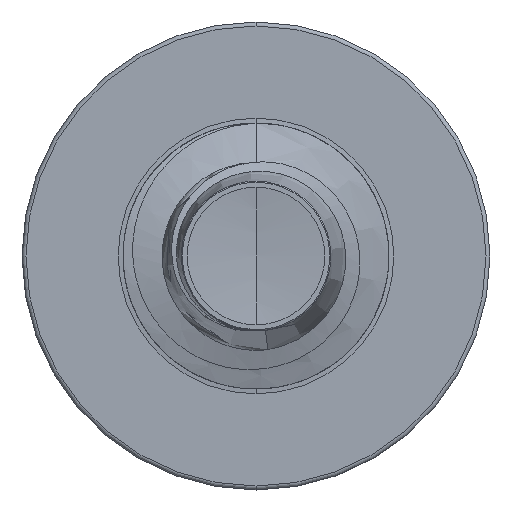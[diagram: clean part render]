
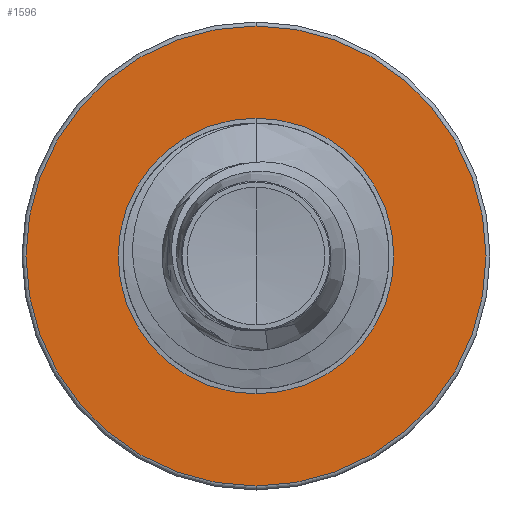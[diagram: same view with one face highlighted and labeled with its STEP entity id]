
A CAD part, front view. The second image highlights one B-rep face of the part: STEP entity #1596.
In plain terms, the highlighted planar face has unit normal (0, -1, 0).
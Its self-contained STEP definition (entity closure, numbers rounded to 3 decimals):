
#1250 = VERTEX_POINT ( 'NONE', #6721 ) ;
#1596 = ADVANCED_FACE ( 'NONE', ( #18161, #26992 ), #3060, .F. ) ;
#1691 = EDGE_LOOP ( 'NONE', ( #24550, #15140 ) ) ;
#2328 = AXIS2_PLACEMENT_3D ( 'NONE', #12194, #25490, #14321 ) ;
#2958 = DIRECTION ( 'NONE',  ( 0., 0., 1. ) ) ;
#2992 = DIRECTION ( 'NONE',  ( 0., 1., 0. ) ) ;
#3060 = PLANE ( 'NONE',  #25050 ) ;
#3171 = CARTESIAN_POINT ( 'NONE',  ( 0., 15., -1.296 ) ) ;
#5088 = VERTEX_POINT ( 'NONE', #7967 ) ;
#5972 = AXIS2_PLACEMENT_3D ( 'NONE', #10061, #23856, #12289 ) ;
#6101 = DIRECTION ( 'NONE',  ( 0., 0., 1. ) ) ;
#6139 = DIRECTION ( 'NONE',  ( 0., 1., 0. ) ) ;
#6143 = CARTESIAN_POINT ( 'NONE',  ( 0., 15., 0. ) ) ;
#6721 = CARTESIAN_POINT ( 'NONE',  ( 0., 15., -1.296 ) ) ;
#7196 = EDGE_CURVE ( 'NONE', #21505, #5088, #24939, .T. ) ;
#7967 = CARTESIAN_POINT ( 'NONE',  ( 0., 15., 2.163 ) ) ;
#8275 = EDGE_LOOP ( 'NONE', ( #20312, #25077 ) ) ;
#10061 = CARTESIAN_POINT ( 'NONE',  ( 0., 15., 0. ) ) ;
#11440 = AXIS2_PLACEMENT_3D ( 'NONE', #14289, #27071, #16306 ) ;
#12194 = CARTESIAN_POINT ( 'NONE',  ( 0., 15., 0. ) ) ;
#12289 = DIRECTION ( 'NONE',  ( 0., 0., 1. ) ) ;
#13299 = CIRCLE ( 'NONE', #2328, 1.296 ) ;
#14289 = CARTESIAN_POINT ( 'NONE',  ( 0., 15., 0. ) ) ;
#14321 = DIRECTION ( 'NONE',  ( 0., 0., 1. ) ) ;
#14989 = EDGE_CURVE ( 'NONE', #1250, #23740, #13299, .T. ) ;
#15140 = ORIENTED_EDGE ( 'NONE', *, *, #7196, .F. ) ;
#15201 = EDGE_CURVE ( 'NONE', #5088, #21505, #23500, .T. ) ;
#16306 = DIRECTION ( 'NONE',  ( 0., 0., 1. ) ) ;
#18161 = FACE_OUTER_BOUND ( 'NONE', #1691, .T. ) ;
#18998 = AXIS2_PLACEMENT_3D ( 'NONE', #6143, #6139, #6101 ) ;
#20312 = ORIENTED_EDGE ( 'NONE', *, *, #24462, .T. ) ;
#21505 = VERTEX_POINT ( 'NONE', #24420 ) ;
#22630 = CIRCLE ( 'NONE', #11440, 1.296 ) ;
#23500 = CIRCLE ( 'NONE', #5972, 2.163 ) ;
#23740 = VERTEX_POINT ( 'NONE', #26742 ) ;
#23856 = DIRECTION ( 'NONE',  ( 0., 1., 0. ) ) ;
#24420 = CARTESIAN_POINT ( 'NONE',  ( 0., 15., -2.162 ) ) ;
#24462 = EDGE_CURVE ( 'NONE', #23740, #1250, #22630, .T. ) ;
#24550 = ORIENTED_EDGE ( 'NONE', *, *, #15201, .F. ) ;
#24939 = CIRCLE ( 'NONE', #18998, 2.163 ) ;
#25050 = AXIS2_PLACEMENT_3D ( 'NONE', #3171, #2992, #2958 ) ;
#25077 = ORIENTED_EDGE ( 'NONE', *, *, #14989, .T. ) ;
#25490 = DIRECTION ( 'NONE',  ( 0., 1., 0. ) ) ;
#26742 = CARTESIAN_POINT ( 'NONE',  ( 0., 15., 1.296 ) ) ;
#26992 = FACE_BOUND ( 'NONE', #8275, .T. ) ;
#27071 = DIRECTION ( 'NONE',  ( 0., 1., 0. ) ) ;
